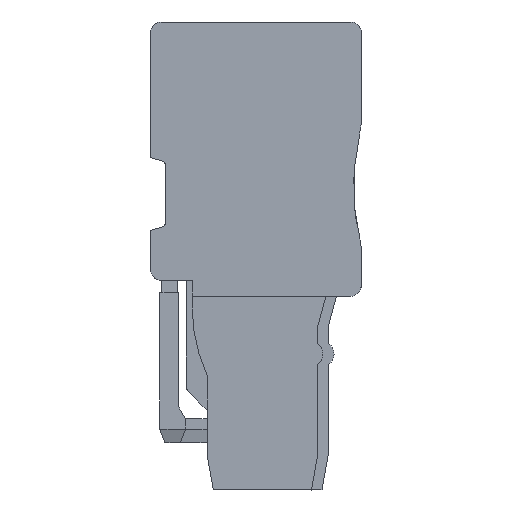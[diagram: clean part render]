
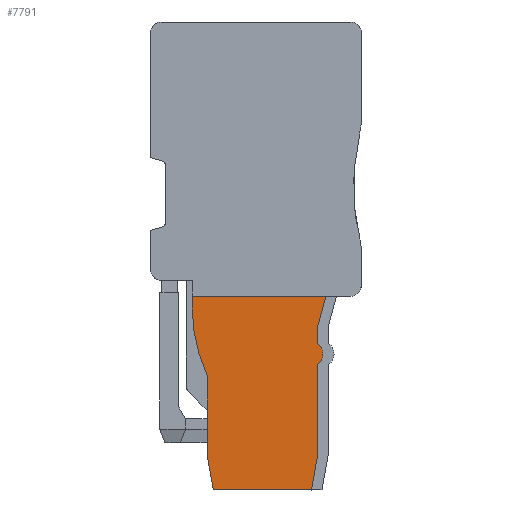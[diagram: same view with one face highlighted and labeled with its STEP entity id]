
A CAD part, left-side view. The second image highlights one B-rep face of the part: STEP entity #7791.
In plain terms, the highlighted planar face has unit normal (-1, 0, 0).
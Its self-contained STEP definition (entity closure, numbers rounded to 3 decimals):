
#7661=AXIS2_PLACEMENT_3D('Circle Axis2P3D',#7659,#7660,$) ;
#7675=AXIS2_PLACEMENT_3D('Plane Axis2P3D',#7672,#7673,#7674) ;
#7734=AXIS2_PLACEMENT_3D('Circle Axis2P3D',#7732,#7733,$) ;
#7741=AXIS2_PLACEMENT_3D('Circle Axis2P3D',#7739,#7740,$) ;
#3003=CARTESIAN_POINT('Vertex',(0.65,11.25,12.183)) ;
#3006=CARTESIAN_POINT('Line Origine',(0.65,11.25,12.541)) ;
#3010=CARTESIAN_POINT('Vertex',(0.65,11.25,12.9)) ;
#3033=CARTESIAN_POINT('Line Origine',(0.65,6.8,12.9)) ;
#3037=CARTESIAN_POINT('Vertex',(0.65,2.35,12.9)) ;
#7656=CARTESIAN_POINT('Vertex',(0.65,10.25,7.6)) ;
#7659=CARTESIAN_POINT('Axis2P3D Location',(0.65,0.25,12.183)) ;
#7672=CARTESIAN_POINT('Axis2P3D Location',(0.65,2.9,12.9)) ;
#7677=CARTESIAN_POINT('Line Origine',(0.65,2.622,11.886)) ;
#7681=CARTESIAN_POINT('Vertex',(0.65,2.893,10.873)) ;
#7684=CARTESIAN_POINT('Line Origine',(0.65,10.25,4.95)) ;
#7688=CARTESIAN_POINT('Vertex',(0.65,10.25,2.3)) ;
#7691=CARTESIAN_POINT('Line Origine',(0.65,10.047,1.15)) ;
#7695=CARTESIAN_POINT('Vertex',(0.65,9.844,0.)) ;
#7698=CARTESIAN_POINT('Line Origine',(0.65,6.575,0.)) ;
#7702=CARTESIAN_POINT('Vertex',(0.65,3.306,0.)) ;
#7705=CARTESIAN_POINT('Line Origine',(0.65,3.103,1.15)) ;
#7709=CARTESIAN_POINT('Vertex',(0.65,2.9,2.3)) ;
#7712=CARTESIAN_POINT('Line Origine',(0.65,2.9,5.273)) ;
#7716=CARTESIAN_POINT('Vertex',(0.65,2.9,8.245)) ;
#7720=CARTESIAN_POINT('Control Point',(0.65,2.9,8.245)) ;
#7721=CARTESIAN_POINT('Control Point',(0.65,2.9,8.275)) ;
#7722=CARTESIAN_POINT('Control Point',(0.65,2.896,8.304)) ;
#7723=CARTESIAN_POINT('Control Point',(0.65,2.889,8.334)) ;
#7724=CARTESIAN_POINT('Control Point',(0.65,2.871,8.38)) ;
#7725=CARTESIAN_POINT('Control Point',(0.65,2.844,8.421)) ;
#7726=CARTESIAN_POINT('Control Point',(0.65,2.832,8.437)) ;
#7727=CARTESIAN_POINT('Control Point',(0.65,2.819,8.451)) ;
#7728=CARTESIAN_POINT('Control Point',(0.65,2.805,8.465)) ;
#7729=CARTESIAN_POINT('Vertex',(0.65,2.805,8.465)) ;
#7732=CARTESIAN_POINT('Axis2P3D Location',(0.65,3.35,9.05)) ;
#7736=CARTESIAN_POINT('Vertex',(0.65,2.55,9.05)) ;
#7739=CARTESIAN_POINT('Axis2P3D Location',(0.65,3.35,9.05)) ;
#7743=CARTESIAN_POINT('Vertex',(0.65,2.805,9.635)) ;
#7747=CARTESIAN_POINT('Control Point',(0.65,2.805,9.635)) ;
#7748=CARTESIAN_POINT('Control Point',(0.65,2.826,9.655)) ;
#7749=CARTESIAN_POINT('Control Point',(0.65,2.845,9.678)) ;
#7750=CARTESIAN_POINT('Control Point',(0.65,2.862,9.704)) ;
#7751=CARTESIAN_POINT('Control Point',(0.65,2.883,9.748)) ;
#7752=CARTESIAN_POINT('Control Point',(0.65,2.895,9.796)) ;
#7753=CARTESIAN_POINT('Control Point',(0.65,2.898,9.815)) ;
#7754=CARTESIAN_POINT('Control Point',(0.65,2.9,9.835)) ;
#7755=CARTESIAN_POINT('Control Point',(0.65,2.9,9.855)) ;
#7756=CARTESIAN_POINT('Vertex',(0.65,2.9,9.855)) ;
#7759=CARTESIAN_POINT('Line Origine',(0.65,2.9,10.338)) ;
#7763=CARTESIAN_POINT('Vertex',(0.65,2.9,10.821)) ;
#7767=CARTESIAN_POINT('Control Point',(0.65,2.9,10.821)) ;
#7768=CARTESIAN_POINT('Control Point',(0.65,2.9,10.831)) ;
#7769=CARTESIAN_POINT('Control Point',(0.65,2.899,10.842)) ;
#7770=CARTESIAN_POINT('Control Point',(0.65,2.898,10.852)) ;
#7771=CARTESIAN_POINT('Control Point',(0.65,2.896,10.863)) ;
#7772=CARTESIAN_POINT('Control Point',(0.65,2.893,10.873)) ;
#3007=DIRECTION('Vector Direction',(0.,0.,-1.)) ;
#3034=DIRECTION('Vector Direction',(0.,1.,0.)) ;
#7660=DIRECTION('Axis2P3D Direction',(1.,0.,0.)) ;
#7673=DIRECTION('Axis2P3D Direction',(-1.,0.,0.)) ;
#7674=DIRECTION('Axis2P3D XDirection',(0.,-1.,0.)) ;
#7678=DIRECTION('Vector Direction',(0.,-0.259,0.966)) ;
#7685=DIRECTION('Vector Direction',(0.,0.,-1.)) ;
#7692=DIRECTION('Vector Direction',(0.,-0.174,-0.985)) ;
#7699=DIRECTION('Vector Direction',(0.,-1.,0.)) ;
#7706=DIRECTION('Vector Direction',(0.,-0.174,0.985)) ;
#7713=DIRECTION('Vector Direction',(0.,0.,1.)) ;
#7733=DIRECTION('Axis2P3D Direction',(-1.,0.,0.)) ;
#7740=DIRECTION('Axis2P3D Direction',(-1.,0.,0.)) ;
#7760=DIRECTION('Vector Direction',(0.,0.,1.)) ;
#3008=VECTOR('Line Direction',#3007,1.) ;
#3035=VECTOR('Line Direction',#3034,1.) ;
#7679=VECTOR('Line Direction',#7678,1.) ;
#7686=VECTOR('Line Direction',#7685,1.) ;
#7693=VECTOR('Line Direction',#7692,1.) ;
#7700=VECTOR('Line Direction',#7699,1.) ;
#7707=VECTOR('Line Direction',#7706,1.) ;
#7714=VECTOR('Line Direction',#7713,1.) ;
#7761=VECTOR('Line Direction',#7760,1.) ;
#7775=ORIENTED_EDGE('',*,*,#7683,.T.) ;
#7776=ORIENTED_EDGE('',*,*,#3039,.T.) ;
#7777=ORIENTED_EDGE('',*,*,#3012,.T.) ;
#7778=ORIENTED_EDGE('',*,*,#7663,.T.) ;
#7779=ORIENTED_EDGE('',*,*,#7690,.T.) ;
#7780=ORIENTED_EDGE('',*,*,#7697,.T.) ;
#7781=ORIENTED_EDGE('',*,*,#7704,.T.) ;
#7782=ORIENTED_EDGE('',*,*,#7711,.T.) ;
#7783=ORIENTED_EDGE('',*,*,#7718,.T.) ;
#7784=ORIENTED_EDGE('',*,*,#7731,.T.) ;
#7785=ORIENTED_EDGE('',*,*,#7738,.T.) ;
#7786=ORIENTED_EDGE('',*,*,#7745,.T.) ;
#7787=ORIENTED_EDGE('',*,*,#7758,.T.) ;
#7788=ORIENTED_EDGE('',*,*,#7765,.T.) ;
#7789=ORIENTED_EDGE('',*,*,#7773,.T.) ;
#7791=ADVANCED_FACE('MLD L',(#7790),#7676,.T.) ;
#7719=B_SPLINE_CURVE_WITH_KNOTS('',5,(#7720,#7721,#7722,#7723,#7724,#7725,#7726,#7727,#7728),.UNSPECIFIED.,.F.,.U.,(6,3,6),(0.,0.208,0.347),.UNSPECIFIED.) ;
#7746=B_SPLINE_CURVE_WITH_KNOTS('',5,(#7747,#7748,#7749,#7750,#7751,#7752,#7753,#7754,#7755),.UNSPECIFIED.,.F.,.U.,(6,3,6),(0.,0.208,0.347),.UNSPECIFIED.) ;
#7766=B_SPLINE_CURVE_WITH_KNOTS('',5,(#7767,#7768,#7769,#7770,#7771,#7772),.UNSPECIFIED.,.F.,.U.,(6,6),(0.,0.074),.UNSPECIFIED.) ;
#7662=CIRCLE('generated circle',#7661,11.) ;
#7735=CIRCLE('generated circle',#7734,0.8) ;
#7742=CIRCLE('generated circle',#7741,0.8) ;
#3012=EDGE_CURVE('',#3011,#3004,#3009,.T.) ;
#3039=EDGE_CURVE('',#3038,#3011,#3036,.T.) ;
#7663=EDGE_CURVE('',#3004,#7657,#7662,.F.) ;
#7683=EDGE_CURVE('',#7682,#3038,#7680,.T.) ;
#7690=EDGE_CURVE('',#7657,#7689,#7687,.T.) ;
#7697=EDGE_CURVE('',#7689,#7696,#7694,.T.) ;
#7704=EDGE_CURVE('',#7696,#7703,#7701,.T.) ;
#7711=EDGE_CURVE('',#7703,#7710,#7708,.T.) ;
#7718=EDGE_CURVE('',#7710,#7717,#7715,.T.) ;
#7731=EDGE_CURVE('',#7717,#7730,#7719,.T.) ;
#7738=EDGE_CURVE('',#7730,#7737,#7735,.T.) ;
#7745=EDGE_CURVE('',#7737,#7744,#7742,.T.) ;
#7758=EDGE_CURVE('',#7744,#7757,#7746,.T.) ;
#7765=EDGE_CURVE('',#7757,#7764,#7762,.T.) ;
#7773=EDGE_CURVE('',#7764,#7682,#7766,.T.) ;
#7774=EDGE_LOOP('',(#7775,#7776,#7777,#7778,#7779,#7780,#7781,#7782,#7783,#7784,#7785,#7786,#7787,#7788,#7789)) ;
#7790=FACE_OUTER_BOUND('',#7774,.T.) ;
#3009=LINE('Line',#3006,#3008) ;
#3036=LINE('Line',#3033,#3035) ;
#7680=LINE('Line',#7677,#7679) ;
#7687=LINE('Line',#7684,#7686) ;
#7694=LINE('Line',#7691,#7693) ;
#7701=LINE('Line',#7698,#7700) ;
#7708=LINE('Line',#7705,#7707) ;
#7715=LINE('Line',#7712,#7714) ;
#7762=LINE('Line',#7759,#7761) ;
#7676=PLANE('',#7675) ;
#3004=VERTEX_POINT('',#3003) ;
#3011=VERTEX_POINT('',#3010) ;
#3038=VERTEX_POINT('',#3037) ;
#7657=VERTEX_POINT('',#7656) ;
#7682=VERTEX_POINT('',#7681) ;
#7689=VERTEX_POINT('',#7688) ;
#7696=VERTEX_POINT('',#7695) ;
#7703=VERTEX_POINT('',#7702) ;
#7710=VERTEX_POINT('',#7709) ;
#7717=VERTEX_POINT('',#7716) ;
#7730=VERTEX_POINT('',#7729) ;
#7737=VERTEX_POINT('',#7736) ;
#7744=VERTEX_POINT('',#7743) ;
#7757=VERTEX_POINT('',#7756) ;
#7764=VERTEX_POINT('',#7763) ;
